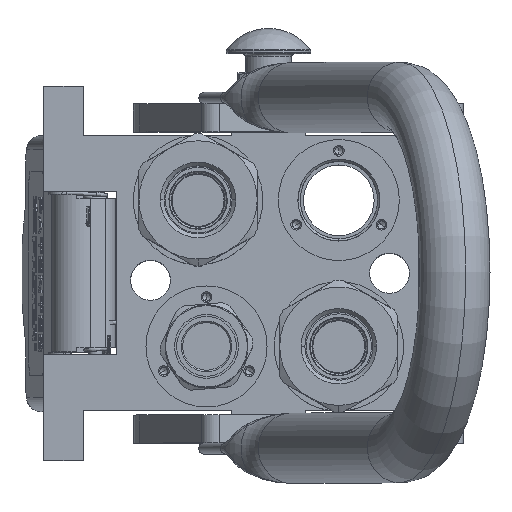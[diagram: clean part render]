
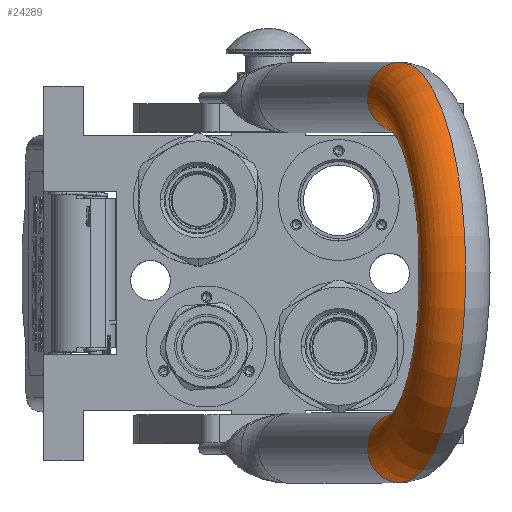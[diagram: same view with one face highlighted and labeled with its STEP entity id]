
A CAD part, top view. The second image highlights one B-rep face of the part: STEP entity #24289.
In plain terms, the highlighted toroidal (fillet/blend) face has major radius 62.25 mm and minor radius 12.5 mm.
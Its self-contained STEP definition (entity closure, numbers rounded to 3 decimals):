
#2335 = CIRCLE ( 'NONE', #105580, 12.5 ) ;
#7489 = CARTESIAN_POINT ( 'NONE',  ( 74.75, 0., 125.25 ) ) ;
#9241 = ORIENTED_EDGE ( 'NONE', *, *, #9437, .F. ) ;
#9437 = EDGE_CURVE ( 'NONE', #40337, #16655, #105392, .T. ) ;
#10024 = EDGE_CURVE ( 'NONE', #94947, #47923, #137076, .T. ) ;
#16655 = VERTEX_POINT ( 'NONE', #7489 ) ;
#24289 = ADVANCED_FACE ( 'NONE', ( #73313 ), #98657, .T. ) ;
#37624 = DIRECTION ( 'NONE',  ( 1., 0., 0. ) ) ;
#38084 = CARTESIAN_POINT ( 'NONE',  ( -62.25, 0., 125.25 ) ) ;
#38087 = CARTESIAN_POINT ( 'NONE',  ( 62.25, 0., 125.25 ) ) ;
#40337 = VERTEX_POINT ( 'NONE', #81306 ) ;
#47923 = VERTEX_POINT ( 'NONE', #101739 ) ;
#53246 = AXIS2_PLACEMENT_3D ( 'NONE', #53607, #129515, #138957 ) ;
#53607 = CARTESIAN_POINT ( 'NONE',  ( 0., 0., 125.25 ) ) ;
#54736 = CARTESIAN_POINT ( 'NONE',  ( 0., 0., 125.25 ) ) ;
#57172 = DIRECTION ( 'NONE',  ( -1., 0., 0. ) ) ;
#59028 = AXIS2_PLACEMENT_3D ( 'NONE', #54736, #106672, #96297 ) ;
#59244 = CARTESIAN_POINT ( 'NONE',  ( -49.75, 0., 125.25 ) ) ;
#60190 = DIRECTION ( 'NONE',  ( 0., 0., -1. ) ) ;
#62291 = EDGE_LOOP ( 'NONE', ( #64534, #72414, #9241, #105321 ) ) ;
#64534 = ORIENTED_EDGE ( 'NONE', *, *, #10024, .T. ) ;
#66017 = CIRCLE ( 'NONE', #115732, 12.5 ) ;
#68001 = CARTESIAN_POINT ( 'NONE',  ( 0., 0., 125.25 ) ) ;
#72414 = ORIENTED_EDGE ( 'NONE', *, *, #79910, .F. ) ;
#73313 = FACE_OUTER_BOUND ( 'NONE', #62291, .T. ) ;
#79910 = EDGE_CURVE ( 'NONE', #16655, #47923, #66017, .T. ) ;
#81306 = CARTESIAN_POINT ( 'NONE',  ( -74.75, 0., 125.25 ) ) ;
#90087 = AXIS2_PLACEMENT_3D ( 'NONE', #68001, #131183, #57172 ) ;
#94947 = VERTEX_POINT ( 'NONE', #59244 ) ;
#96297 = DIRECTION ( 'NONE',  ( -1., 0., 0. ) ) ;
#98657 = TOROIDAL_SURFACE ( 'NONE', #53246, 62.25, 12.5 ) ;
#101739 = CARTESIAN_POINT ( 'NONE',  ( 49.75, 0., 125.25 ) ) ;
#103151 = DIRECTION ( 'NONE',  ( -1., 0., 0. ) ) ;
#105321 = ORIENTED_EDGE ( 'NONE', *, *, #131756, .T. ) ;
#105392 = CIRCLE ( 'NONE', #90087, 74.75 ) ;
#105580 = AXIS2_PLACEMENT_3D ( 'NONE', #38084, #113547, #103151 ) ;
#106672 = DIRECTION ( 'NONE',  ( 0., 1., 0. ) ) ;
#113547 = DIRECTION ( 'NONE',  ( 0., 0., 1. ) ) ;
#115732 = AXIS2_PLACEMENT_3D ( 'NONE', #38087, #60190, #37624 ) ;
#129515 = DIRECTION ( 'NONE',  ( 0., 1., 0. ) ) ;
#131183 = DIRECTION ( 'NONE',  ( 0., 1., 0. ) ) ;
#131756 = EDGE_CURVE ( 'NONE', #40337, #94947, #2335, .T. ) ;
#137076 = CIRCLE ( 'NONE', #59028, 49.75 ) ;
#138957 = DIRECTION ( 'NONE',  ( 1., 0., 0. ) ) ;
